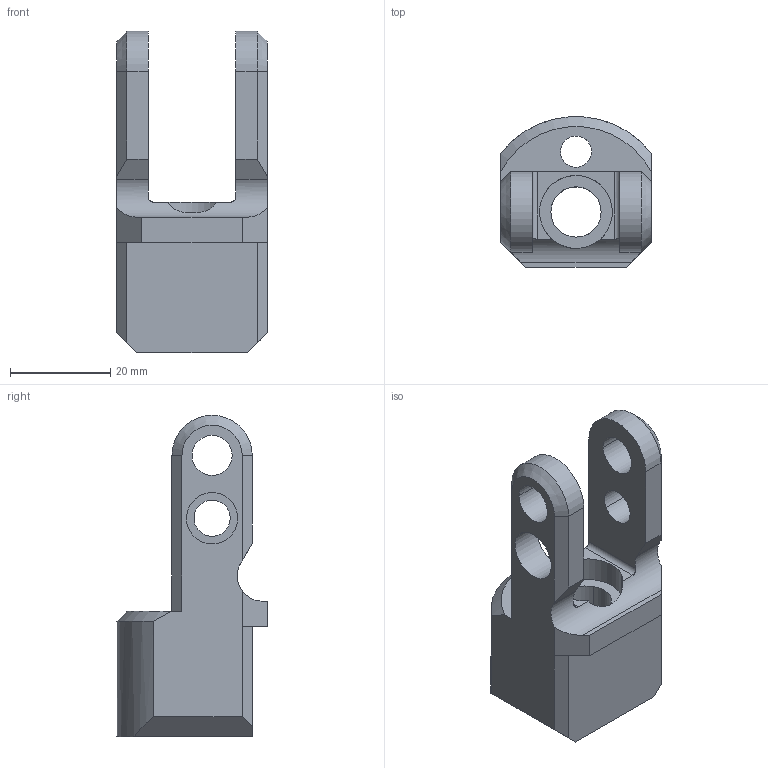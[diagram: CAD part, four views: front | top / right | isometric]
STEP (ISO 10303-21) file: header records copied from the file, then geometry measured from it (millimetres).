
FILE_DESCRIPTION(('CATIA V5 STEP Exchange'),'2;1');
FILE_NAME('Charniere Femelle D - 01 - Butee ski.stp','2019-07-25T13:48:05+00:00',('none'),('none'),'CATIA Version 5 Release 21 GA (IN-10)','CATIA V5 STEP AP203','none');
FILE_SCHEMA(('CONFIG_CONTROL_DESIGN'));
Length unit declared in the file: millimetre
Products named in the file (1): Charniere Femelle D - 01 - Butee ski
Bounding box: 30 x 30 x 64 mm (x, y, z)
Volume: 20589.7 mm3; surface area: 8783 mm2
Topology: 1 solids, 1 shells, 53 faces, 147 edges, 97 vertices
Faces by surface type: plane 28, cylinder 22, cone 3
Entity records: 1684 total; most frequent: CARTESIAN_POINT 339, ORIENTED_EDGE 294, DIRECTION 213, EDGE_CURVE 147, VERTEX_POINT 97, AXIS2_PLACEMENT_3D 91, VECTOR 84, LINE 84
